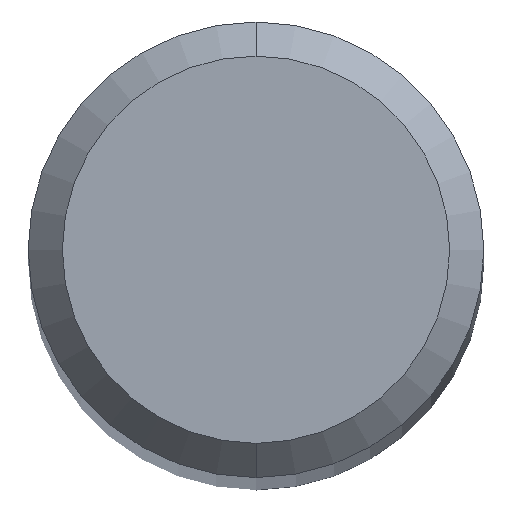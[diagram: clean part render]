
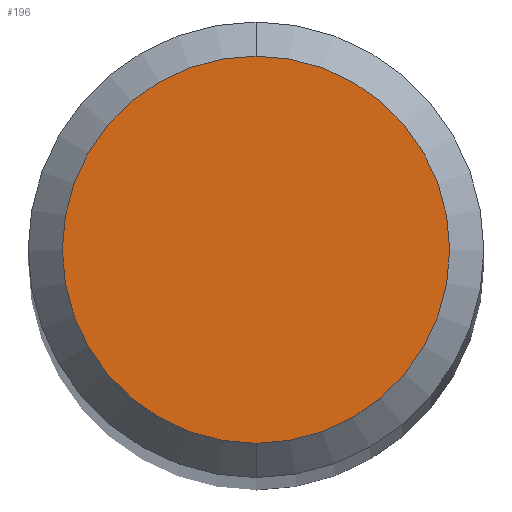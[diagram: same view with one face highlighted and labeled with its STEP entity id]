
A CAD part, top view. The second image highlights one B-rep face of the part: STEP entity #196.
In plain terms, the highlighted planar face has unit normal (0, 0, 1).
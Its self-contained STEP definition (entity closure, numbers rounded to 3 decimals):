
#162=EDGE_CURVE('',#168,#184,#310,.T.);
#168=VERTEX_POINT('',#317);
#184=VERTEX_POINT('',#334);
#196=ADVANCED_FACE('',(#347),#348,.T.);
#200=EDGE_CURVE('',#184,#168,#352,.T.);
#310=CIRCLE('',#479,1.7);
#317=CARTESIAN_POINT('',(0.0,1.7,0.0));
#334=CARTESIAN_POINT('',(0.,-1.7,0.0));
#347=FACE_OUTER_BOUND('',#522,.T.);
#348=PLANE('',#523);
#352=CIRCLE('',#529,1.7);
#479=AXIS2_PLACEMENT_3D('',#648,#649,#650);
#522=EDGE_LOOP('',(#689,#690));
#523=AXIS2_PLACEMENT_3D('',#691,#692,#693);
#529=AXIS2_PLACEMENT_3D('',#697,#698,#699);
#648=CARTESIAN_POINT('',(0.0,0.0,0.0));
#649=DIRECTION('',(0.0,0.0,-1.0));
#650=DIRECTION('',(0.0,1.0,0.0));
#689=ORIENTED_EDGE('',*,*,#162,.F.);
#690=ORIENTED_EDGE('',*,*,#200,.F.);
#691=CARTESIAN_POINT('',(0.0,0.85,0.0));
#692=DIRECTION('',(-0.0,0.0,1.0));
#693=DIRECTION('',(0.0,-1.0,0.0));
#697=CARTESIAN_POINT('',(0.0,0.0,0.0));
#698=DIRECTION('',(0.0,0.0,-1.0));
#699=DIRECTION('',(0.0,1.0,0.0));
